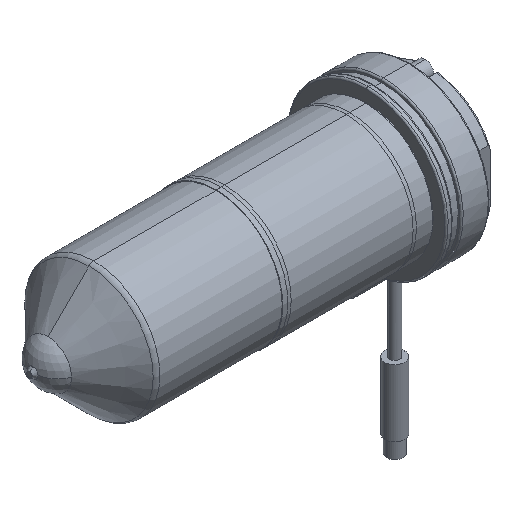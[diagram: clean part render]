
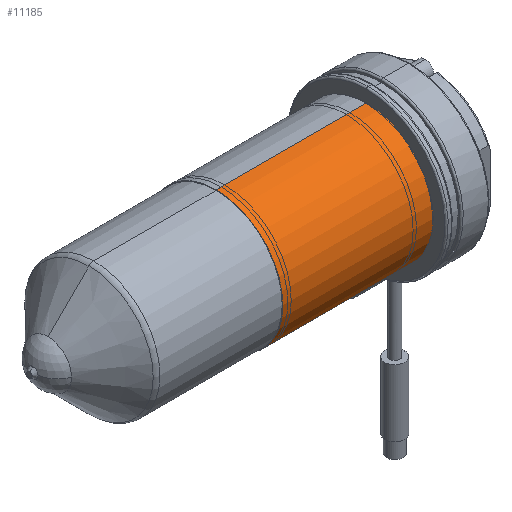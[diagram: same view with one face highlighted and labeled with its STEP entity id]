
A CAD part, isometric view. The second image highlights one B-rep face of the part: STEP entity #11185.
In plain terms, the highlighted cylindrical face has radius 20 mm (diameter 40 mm), a partial arc.
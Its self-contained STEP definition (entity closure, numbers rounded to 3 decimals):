
#129 = DIRECTION ( 'NONE',  ( 0., 0., -1. ) ) ;
#192 = CIRCLE ( 'NONE', #11061, 20. ) ;
#263 = VERTEX_POINT ( 'NONE', #9658 ) ;
#1178 = DIRECTION ( 'NONE',  ( 0., 0., -1. ) ) ;
#1212 = CARTESIAN_POINT ( 'NONE',  ( 0., 0., 20. ) ) ;
#1551 = LINE ( 'NONE', #1212, #3905 ) ;
#2063 = DIRECTION ( 'NONE',  ( 0., -1., 0. ) ) ;
#2094 = CARTESIAN_POINT ( 'NONE',  ( 0., 0., 0. ) ) ;
#2173 = ORIENTED_EDGE ( 'NONE', *, *, #10785, .F. ) ;
#2455 = VERTEX_POINT ( 'NONE', #12814 ) ;
#2732 = CARTESIAN_POINT ( 'NONE',  ( 0., 0., -20. ) ) ;
#3700 = AXIS2_PLACEMENT_3D ( 'NONE', #13841, #2063, #4242 ) ;
#3905 = VECTOR ( 'NONE', #7559, 1000. ) ;
#4242 = DIRECTION ( 'NONE',  ( 0., 0., -1. ) ) ;
#4711 = VERTEX_POINT ( 'NONE', #10606 ) ;
#6412 = CIRCLE ( 'NONE', #3700, 20. ) ;
#6651 = DIRECTION ( 'NONE',  ( 0., -1., 0. ) ) ;
#6929 = VECTOR ( 'NONE', #10321, 1000. ) ;
#7420 = FACE_OUTER_BOUND ( 'NONE', #10680, .T. ) ;
#7559 = DIRECTION ( 'NONE',  ( 0., -1., 0. ) ) ;
#7944 = AXIS2_PLACEMENT_3D ( 'NONE', #2094, #11849, #1178 ) ;
#8914 = EDGE_CURVE ( 'NONE', #2455, #4711, #1551, .T. ) ;
#9185 = VERTEX_POINT ( 'NONE', #9330 ) ;
#9330 = CARTESIAN_POINT ( 'NONE',  ( 0., 45., -20. ) ) ;
#9403 = ORIENTED_EDGE ( 'NONE', *, *, #10427, .T. ) ;
#9658 = CARTESIAN_POINT ( 'NONE',  ( 0., 0., -20. ) ) ;
#9781 = CYLINDRICAL_SURFACE ( 'NONE', #7944, 20. ) ;
#10321 = DIRECTION ( 'NONE',  ( 0., -1., 0. ) ) ;
#10427 = EDGE_CURVE ( 'NONE', #9185, #263, #12859, .T. ) ;
#10606 = CARTESIAN_POINT ( 'NONE',  ( 0., 0., 20. ) ) ;
#10680 = EDGE_LOOP ( 'NONE', ( #13579, #12004, #9403, #2173 ) ) ;
#10785 = EDGE_CURVE ( 'NONE', #4711, #263, #6412, .T. ) ;
#10953 = CARTESIAN_POINT ( 'NONE',  ( 0., 45., 0. ) ) ;
#11061 = AXIS2_PLACEMENT_3D ( 'NONE', #10953, #6651, #129 ) ;
#11185 = ADVANCED_FACE ( 'NONE', ( #7420 ), #9781, .T. ) ;
#11623 = EDGE_CURVE ( 'NONE', #2455, #9185, #192, .T. ) ;
#11849 = DIRECTION ( 'NONE',  ( 0., -1., 0. ) ) ;
#12004 = ORIENTED_EDGE ( 'NONE', *, *, #11623, .T. ) ;
#12814 = CARTESIAN_POINT ( 'NONE',  ( 0., 45., 20. ) ) ;
#12859 = LINE ( 'NONE', #2732, #6929 ) ;
#13579 = ORIENTED_EDGE ( 'NONE', *, *, #8914, .F. ) ;
#13841 = CARTESIAN_POINT ( 'NONE',  ( 0., 0., 0. ) ) ;
